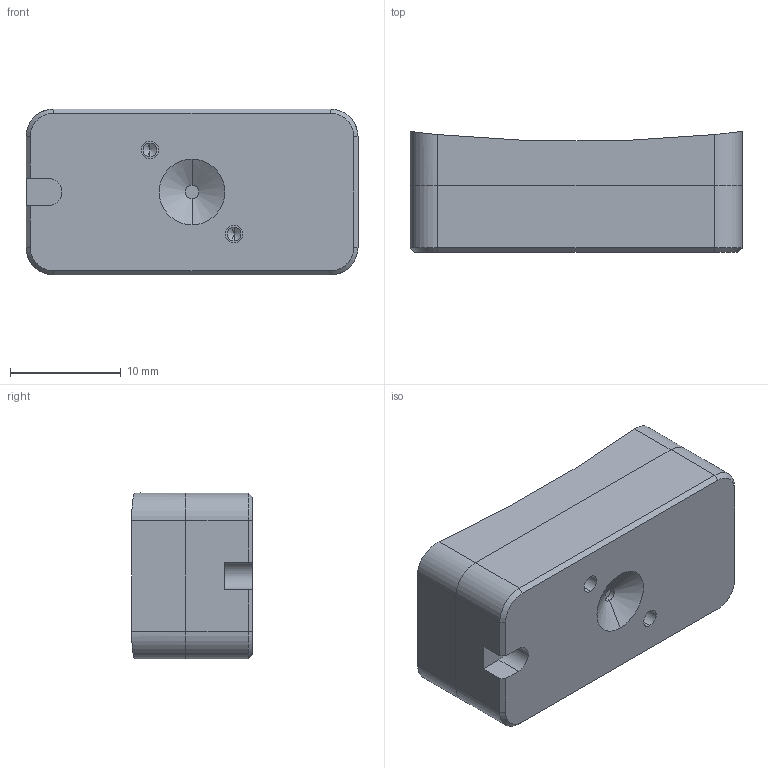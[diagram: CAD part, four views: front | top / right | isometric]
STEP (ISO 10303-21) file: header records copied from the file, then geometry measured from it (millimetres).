
FILE_DESCRIPTION (( 'STEP AP214' ), '1' );
FILE_NAME ('S3215LXXX125.STEP', '2023-01-05T19:50:03', ( '' ), ( '' ), 'SwSTEP 2.0', 'SolidWorks 2020', '' );
FILE_SCHEMA (( 'AUTOMOTIVE_DESIGN' ));
Length unit declared in the file: inch
Products named in the file (4): 62S15XX_62S15S06; 12S1501_12S1501; S3215LXXX125; S90A002
Assembly tree (2 placements, depth 2):
  S3215LXXX125
    12S1501_12S1501
    62S15XX_62S15S06
  S90A002
Bounding box: 30 x 10.9 x 15 mm (x, y, z)
Volume: 4083.5 mm3; surface area: 2884.4 mm2
Topology: 2 solids, 2 shells, 85 faces, 221 edges, 139 vertices
Faces by surface type: cylinder 37, plane 36, cone 12
Entity records: 2765 total; most frequent: CARTESIAN_POINT 517, DIRECTION 468, ORIENTED_EDGE 430, EDGE_CURVE 215, AXIS2_PLACEMENT_3D 168, VERTEX_POINT 139, VECTOR 132, LINE 132
